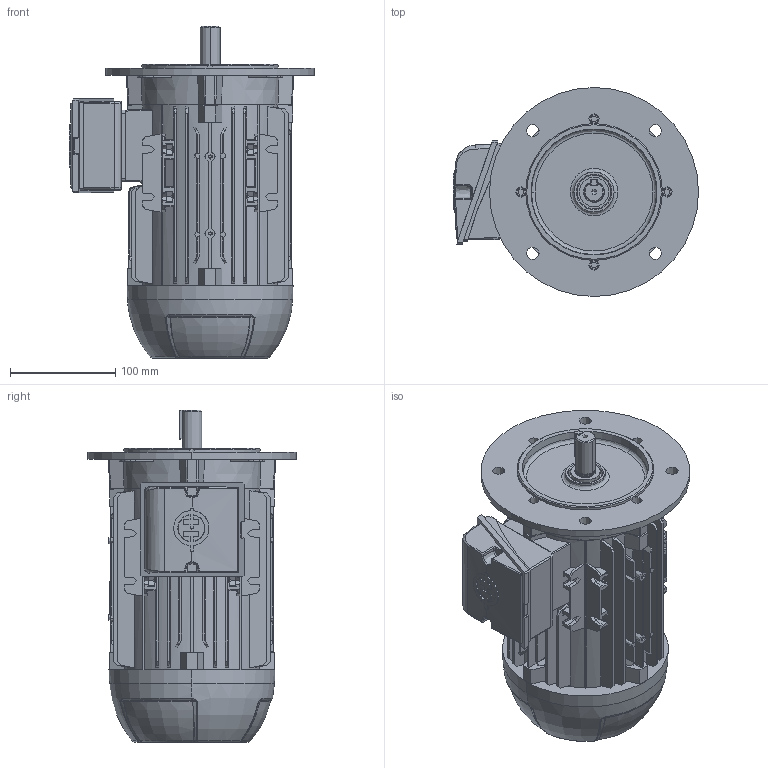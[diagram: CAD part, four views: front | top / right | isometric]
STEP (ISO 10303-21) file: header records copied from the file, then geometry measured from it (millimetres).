
FILE_DESCRIPTION (( 'STEP AP203' ), '1' );
FILE_NAME ('IEC80 B3D.STEP', '2021-11-05T10:58:14', ( '' ), ( '' ), 'SwSTEP 2.0', 'SolidWorks 2018', '' );
FILE_SCHEMA (( 'CONFIG_CONTROL_DESIGN' ));
Length unit declared in the file: millimetre
Products named in the file (28): 105024-PLACA DE DADOS; 105011241; 105007077; 500014957B_10.5007.074; 105024-PLACA DE DADOS_10.5024.424; EIXO IEC 80; 105035112; Parafuso Altracs M5_10.5011.286 x 22; 105006175; Parafuso Altracs M5; IEC80  B3D; 500014959; 105032001_10.5032.006-6-6x28; 105035112_50.5007.595- FF PadrÆo; 105033022; 105032001; 500014957B; 105006175_50.5307.039; 500014959_10.5007.078; EIXO IEC 80_50.5087.043
Assembly tree (17 placements, depth 2):
  105024-PLACA DE DADOS
  105007077
  EIXO IEC 80
  105035112
  105006175
Bounding box: 233.23 x 198.9 x 316 mm (x, y, z)
Volume: 4633236.8 mm3; surface area: 450797.7 mm2
Topology: 17 solids, 17 shells, 1965 faces, 5180 edges, 3335 vertices
Faces by surface type: plane 935, cylinder 417, cone 254, bspline 241, torus 82, sphere 36
Entity records: 68420 total; most frequent: CARTESIAN_POINT 23422, ORIENTED_EDGE 9672, DIRECTION 7843, EDGE_CURVE 4836, VERTEX_POINT 3134, AXIS2_PLACEMENT_3D 2640, LINE 2563, VECTOR 2563
